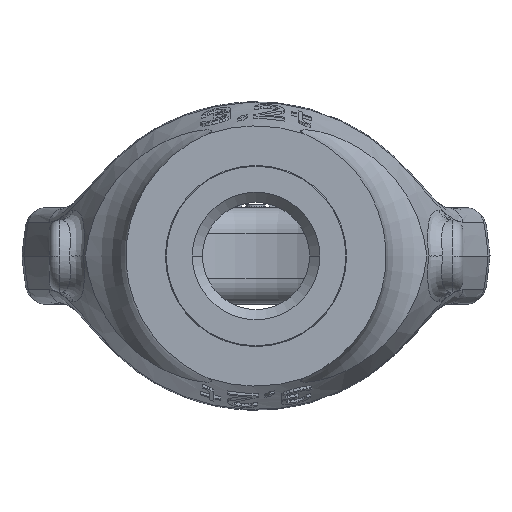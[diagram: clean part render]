
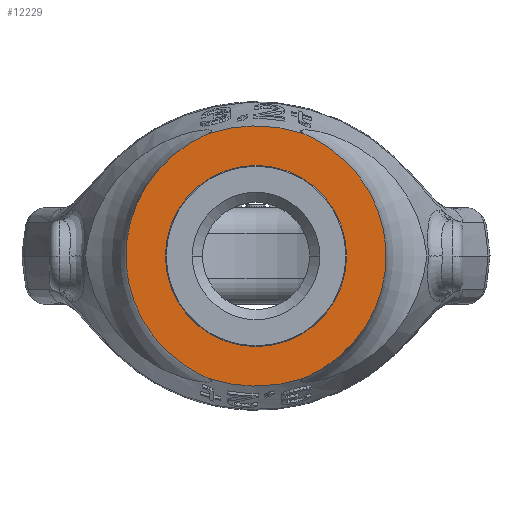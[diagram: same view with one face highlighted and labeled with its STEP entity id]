
A CAD part, front view. The second image highlights one B-rep face of the part: STEP entity #12229.
In plain terms, the highlighted planar face has unit normal (0, -1, 0).
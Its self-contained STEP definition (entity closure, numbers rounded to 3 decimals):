
#3179=CARTESIAN_POINT('',(9.174,0.,-24.039));
#3180=CARTESIAN_POINT('',(7.932,0.,-24.447));
#3181=CARTESIAN_POINT('',(4.918,0.,-25.215));
#3182=CARTESIAN_POINT('',(0.,0.,-25.664));
#3183=CARTESIAN_POINT('',(-4.918,0.,-25.215));
#3184=CARTESIAN_POINT('',(-7.932,0.,-24.447));
#3185=CARTESIAN_POINT('',(-9.174,0.,-24.039));
#3187=CARTESIAN_POINT('',(9.174,0.,24.039));
#3188=CARTESIAN_POINT('',(7.932,0.,24.447));
#3189=CARTESIAN_POINT('',(4.918,0.,25.215));
#3190=CARTESIAN_POINT('',(0.,0.,25.664));
#3191=CARTESIAN_POINT('',(-4.918,0.,25.215));
#3192=CARTESIAN_POINT('',(-7.932,0.,24.447));
#3193=CARTESIAN_POINT('',(-9.174,0.,24.039));
#3195=CARTESIAN_POINT('',(0.,0.,0.));
#3196=DIRECTION('',(0.,-1.,0.));
#3197=DIRECTION('',(1.,0.,0.));
#3198=AXIS2_PLACEMENT_3D('',#3195,#3196,#3197);
#3200=CARTESIAN_POINT('',(0.,0.,0.));
#3201=DIRECTION('',(0.,-1.,0.));
#3202=DIRECTION('',(-1.,0.,0.));
#3203=AXIS2_PLACEMENT_3D('',#3200,#3201,#3202);
#3205=CARTESIAN_POINT('',(9.174,0.,-24.039));
#3206=CARTESIAN_POINT('',(10.108,0.,-23.654));
#3207=CARTESIAN_POINT('',(11.913,0.,-22.789));
#3208=CARTESIAN_POINT('',(14.457,0.,-21.201));
#3209=CARTESIAN_POINT('',(16.792,0.,-19.351));
#3210=CARTESIAN_POINT('',(18.893,0.,-17.264));
#3211=CARTESIAN_POINT('',(20.737,0.,-14.968));
#3212=CARTESIAN_POINT('',(22.303,0.,-12.494));
#3213=CARTESIAN_POINT('',(23.575,0.,-9.872));
#3214=CARTESIAN_POINT('',(24.539,0.,-7.134));
#3215=CARTESIAN_POINT('',(25.188,0.,-4.314));
#3216=CARTESIAN_POINT('',(25.514,0.,-1.444));
#3217=CARTESIAN_POINT('',(25.514,0.,1.444));
#3218=CARTESIAN_POINT('',(25.188,0.,4.314));
#3219=CARTESIAN_POINT('',(24.539,0.,7.134));
#3220=CARTESIAN_POINT('',(23.575,0.,9.872));
#3221=CARTESIAN_POINT('',(22.303,0.,12.494));
#3222=CARTESIAN_POINT('',(20.737,0.,14.968));
#3223=CARTESIAN_POINT('',(18.893,0.,17.264));
#3224=CARTESIAN_POINT('',(16.792,0.,19.351));
#3225=CARTESIAN_POINT('',(14.457,0.,21.201));
#3226=CARTESIAN_POINT('',(11.913,0.,22.789));
#3227=CARTESIAN_POINT('',(10.108,0.,23.654));
#3228=CARTESIAN_POINT('',(9.174,0.,24.039));
#3230=CARTESIAN_POINT('',(-9.174,0.,24.039));
#3231=CARTESIAN_POINT('',(-10.108,0.,23.654));
#3232=CARTESIAN_POINT('',(-11.913,0.,22.789));
#3233=CARTESIAN_POINT('',(-14.457,0.,21.201));
#3234=CARTESIAN_POINT('',(-16.792,0.,19.351));
#3235=CARTESIAN_POINT('',(-18.893,0.,17.264));
#3236=CARTESIAN_POINT('',(-20.737,0.,14.968));
#3237=CARTESIAN_POINT('',(-22.303,0.,12.494));
#3238=CARTESIAN_POINT('',(-23.575,0.,9.872));
#3239=CARTESIAN_POINT('',(-24.539,0.,7.134));
#3240=CARTESIAN_POINT('',(-25.188,0.,4.314));
#3241=CARTESIAN_POINT('',(-25.514,0.,1.444));
#3242=CARTESIAN_POINT('',(-25.514,0.,-1.444));
#3243=CARTESIAN_POINT('',(-25.188,0.,-4.314));
#3244=CARTESIAN_POINT('',(-24.539,0.,-7.134));
#3245=CARTESIAN_POINT('',(-23.575,0.,-9.872));
#3246=CARTESIAN_POINT('',(-22.303,0.,-12.494));
#3247=CARTESIAN_POINT('',(-20.737,0.,-14.968));
#3248=CARTESIAN_POINT('',(-18.893,0.,-17.264));
#3249=CARTESIAN_POINT('',(-16.792,0.,-19.351));
#3250=CARTESIAN_POINT('',(-14.457,0.,-21.201));
#3251=CARTESIAN_POINT('',(-11.913,0.,-22.789));
#3252=CARTESIAN_POINT('',(-10.108,0.,-23.654));
#3253=CARTESIAN_POINT('',(-9.174,0.,-24.039));
#7537=CARTESIAN_POINT('',(17.75,0.,0.));
#7538=CARTESIAN_POINT('',(-17.75,0.,0.));
#7539=VERTEX_POINT('',#7537);
#7540=VERTEX_POINT('',#7538);
#8345=VERTEX_POINT('',#3187);
#8346=VERTEX_POINT('',#3193);
#8347=VERTEX_POINT('',#3179);
#8348=VERTEX_POINT('',#3185);
#12211=CARTESIAN_POINT('',(-27.735,0.,0.));
#12212=DIRECTION('',(0.,-1.,0.));
#12213=DIRECTION('',(1.,0.,0.));
#12214=AXIS2_PLACEMENT_3D('',#12211,#12212,#12213);
#12215=PLANE('',#12214);
#12217=ORIENTED_EDGE('',*,*,#12216,.F.);
#12218=ORIENTED_EDGE('',*,*,#8949,.T.);
#12220=ORIENTED_EDGE('',*,*,#12219,.F.);
#12221=ORIENTED_EDGE('',*,*,#9510,.F.);
#12222=EDGE_LOOP('',(#12217,#12218,#12220,#12221));
#12223=FACE_OUTER_BOUND('',#12222,.F.);
#12224=ORIENTED_EDGE('',*,*,#12201,.T.);
#12226=ORIENTED_EDGE('',*,*,#12225,.T.);
#12227=EDGE_LOOP('',(#12224,#12226));
#12228=FACE_BOUND('',#12227,.F.);
#12229=ADVANCED_FACE('',(#12223,#12228),#12215,.T.);
#3186=B_SPLINE_CURVE_WITH_KNOTS('',3,(#3179,#3180,#3181,#3182,#3183,#3184,
#3185),.UNSPECIFIED.,.F.,.F.,(4,1,1,1,4),(0.,0.211,0.5,
0.789,1.),.UNSPECIFIED.);
#3194=B_SPLINE_CURVE_WITH_KNOTS('',3,(#3187,#3188,#3189,#3190,#3191,#3192,
#3193),.UNSPECIFIED.,.F.,.F.,(4,1,1,1,4),(0.,0.211,0.5,
0.789,1.),.UNSPECIFIED.);
#3199=CIRCLE('',#3198,17.75);
#3204=CIRCLE('',#3203,17.75);
#3229=B_SPLINE_CURVE_WITH_KNOTS('',3,(#3205,#3206,#3207,#3208,#3209,#3210,#3211,
#3212,#3213,#3214,#3215,#3216,#3217,#3218,#3219,#3220,#3221,#3222,#3223,#3224,
#3225,#3226,#3227,#3228),.UNSPECIFIED.,.F.,.F.,(4,1,1,1,1,1,1,1,1,1,1,1,1,1,1,1,
1,1,1,1,1,4),(0.,0.048,0.095,0.143,
0.19,0.238,0.286,0.333,
0.381,0.429,0.476,0.524,
0.571,0.619,0.667,0.714,
0.762,0.81,0.857,0.905,
0.952,1.),.UNSPECIFIED.);
#3254=B_SPLINE_CURVE_WITH_KNOTS('',3,(#3230,#3231,#3232,#3233,#3234,#3235,#3236,
#3237,#3238,#3239,#3240,#3241,#3242,#3243,#3244,#3245,#3246,#3247,#3248,#3249,
#3250,#3251,#3252,#3253),.UNSPECIFIED.,.F.,.F.,(4,1,1,1,1,1,1,1,1,1,1,1,1,1,1,1,
1,1,1,1,1,4),(0.,0.048,0.095,0.143,
0.19,0.238,0.286,0.333,
0.381,0.429,0.476,0.524,
0.571,0.619,0.667,0.714,
0.762,0.81,0.857,0.905,
0.952,1.),.UNSPECIFIED.);
#8949=EDGE_CURVE('',#8347,#8348,#3186,.T.);
#9510=EDGE_CURVE('',#8345,#8346,#3194,.T.);
#12201=EDGE_CURVE('',#7539,#7540,#3199,.T.);
#12216=EDGE_CURVE('',#8347,#8345,#3229,.T.);
#12219=EDGE_CURVE('',#8346,#8348,#3254,.T.);
#12225=EDGE_CURVE('',#7540,#7539,#3204,.T.);
